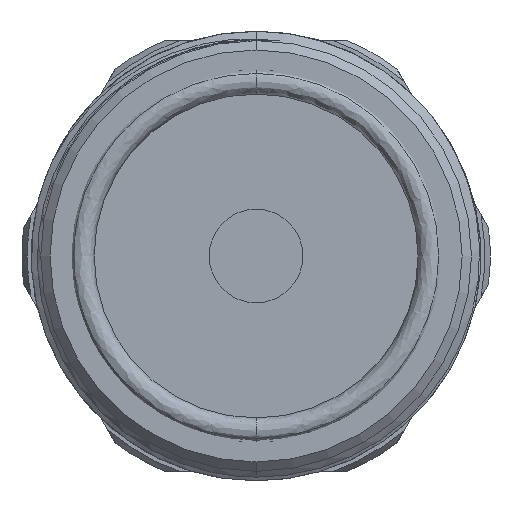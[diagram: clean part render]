
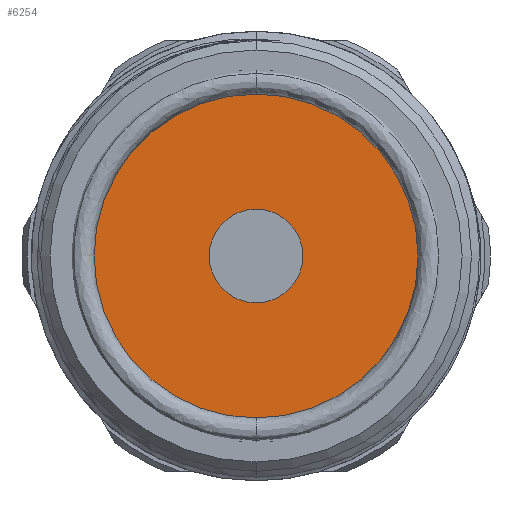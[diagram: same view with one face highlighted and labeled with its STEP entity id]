
A CAD part, front view. The second image highlights one B-rep face of the part: STEP entity #6254.
In plain terms, the highlighted planar face has unit normal (0, -1, 0).
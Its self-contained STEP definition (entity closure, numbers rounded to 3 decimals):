
#216 = VERTEX_POINT ( 'NONE', #3382 ) ;
#354 = CARTESIAN_POINT ( 'NONE',  ( 0., -5., 19.5 ) ) ;
#633 = CARTESIAN_POINT ( 'NONE',  ( 0., -5., -5. ) ) ;
#710 = EDGE_LOOP ( 'NONE', ( #3513, #2119 ) ) ;
#711 = AXIS2_PLACEMENT_3D ( 'NONE', #5363, #1730, #5649 ) ;
#1035 = ORIENTED_EDGE ( 'NONE', *, *, #2150, .T. ) ;
#1716 = CIRCLE ( 'NONE', #8378, 5. ) ;
#1730 = DIRECTION ( 'NONE',  ( 0., 1., 0. ) ) ;
#1790 = EDGE_CURVE ( 'NONE', #3604, #6701, #2103, .T. ) ;
#2103 = CIRCLE ( 'NONE', #711, 5. ) ;
#2119 = ORIENTED_EDGE ( 'NONE', *, *, #6226, .F. ) ;
#2150 = EDGE_CURVE ( 'NONE', #6701, #3604, #1716, .T. ) ;
#2325 = VERTEX_POINT ( 'NONE', #354 ) ;
#2379 = EDGE_LOOP ( 'NONE', ( #1035, #5395 ) ) ;
#3260 = DIRECTION ( 'NONE',  ( 0., 0., -1. ) ) ;
#3271 = DIRECTION ( 'NONE',  ( 0., -1., 0. ) ) ;
#3284 = CARTESIAN_POINT ( 'NONE',  ( 0., -5., 0. ) ) ;
#3296 = DIRECTION ( 'NONE',  ( 0., 0., -1. ) ) ;
#3308 = DIRECTION ( 'NONE',  ( 0., 1., 0. ) ) ;
#3313 = CARTESIAN_POINT ( 'NONE',  ( 0., -5., 0. ) ) ;
#3351 = PLANE ( 'NONE',  #3576 ) ;
#3382 = CARTESIAN_POINT ( 'NONE',  ( 0., -5., -19.5 ) ) ;
#3426 = DIRECTION ( 'NONE',  ( 0., 0., -1. ) ) ;
#3448 = DIRECTION ( 'NONE',  ( 0., 1., 0. ) ) ;
#3476 = CARTESIAN_POINT ( 'NONE',  ( 0., -5., 0. ) ) ;
#3513 = ORIENTED_EDGE ( 'NONE', *, *, #6126, .F. ) ;
#3576 = AXIS2_PLACEMENT_3D ( 'NONE', #3284, #3271, #3260 ) ;
#3604 = VERTEX_POINT ( 'NONE', #6240 ) ;
#3945 = DIRECTION ( 'NONE',  ( 0., 0., -1. ) ) ;
#3955 = DIRECTION ( 'NONE',  ( 0., 1., 0. ) ) ;
#3964 = CARTESIAN_POINT ( 'NONE',  ( 0., -5., 0. ) ) ;
#5138 = FACE_BOUND ( 'NONE', #2379, .T. ) ;
#5363 = CARTESIAN_POINT ( 'NONE',  ( 0., -5., 0. ) ) ;
#5395 = ORIENTED_EDGE ( 'NONE', *, *, #1790, .T. ) ;
#5649 = DIRECTION ( 'NONE',  ( 0., 0., -1. ) ) ;
#5881 = AXIS2_PLACEMENT_3D ( 'NONE', #3964, #3955, #3945 ) ;
#6073 = CIRCLE ( 'NONE', #8190, 19.5 ) ;
#6126 = EDGE_CURVE ( 'NONE', #2325, #216, #8299, .T. ) ;
#6226 = EDGE_CURVE ( 'NONE', #216, #2325, #6073, .T. ) ;
#6240 = CARTESIAN_POINT ( 'NONE',  ( 0., -5., 5. ) ) ;
#6254 = ADVANCED_FACE ( 'NONE', ( #5138, #6481 ), #3351, .T. ) ;
#6481 = FACE_OUTER_BOUND ( 'NONE', #710, .T. ) ;
#6701 = VERTEX_POINT ( 'NONE', #633 ) ;
#8190 = AXIS2_PLACEMENT_3D ( 'NONE', #3313, #3308, #3296 ) ;
#8299 = CIRCLE ( 'NONE', #5881, 19.5 ) ;
#8378 = AXIS2_PLACEMENT_3D ( 'NONE', #3476, #3448, #3426 ) ;
